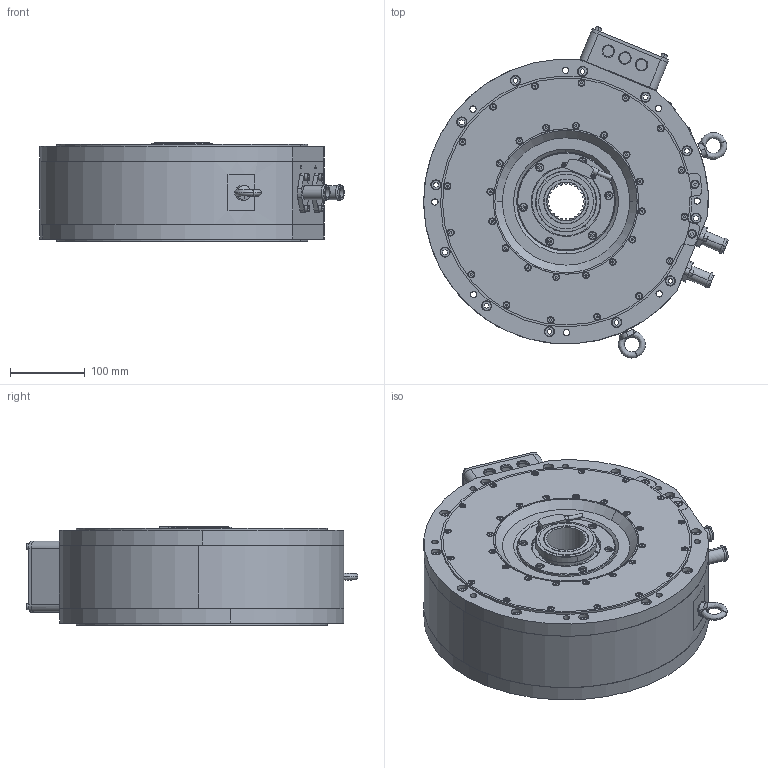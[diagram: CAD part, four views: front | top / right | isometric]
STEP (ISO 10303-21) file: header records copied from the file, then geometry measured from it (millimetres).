
FILE_DESCRIPTION (( 'STEP AP203' ), '1' );
FILE_NAME ('ﾄﾑﾌ-90.STEP', '2019-02-11T09:13:59', ( 'user' ), ( '' ), 'SwSTEP 2.0', 'SolidWorks 2018', '' );
FILE_SCHEMA (( 'CONFIG_CONTROL_DESIGN' ));
Length unit declared in the file: millimetre
Products named in the file (1): ﾄﾑﾌ-90
Bounding box: 406.55 x 442.96 x 132 mm (x, y, z)
Surface area: 610591.5 mm2 (no closed solid volume)
Topology: 0 solids, 280 shells, 1716 faces, 7877 edges, 6344 vertices
Faces by surface type: plane 885, cylinder 446, cone 264, torus 88, bspline 25, sphere 8
Entity records: 94886 total; most frequent: CARTESIAN_POINT 34954, DIRECTION 11402, ORIENTED_EDGE 10458, EDGE_CURVE 7797, VERTEX_POINT 6344, LINE 4282, VECTOR 4282, AXIS2_PLACEMENT_3D 3560
